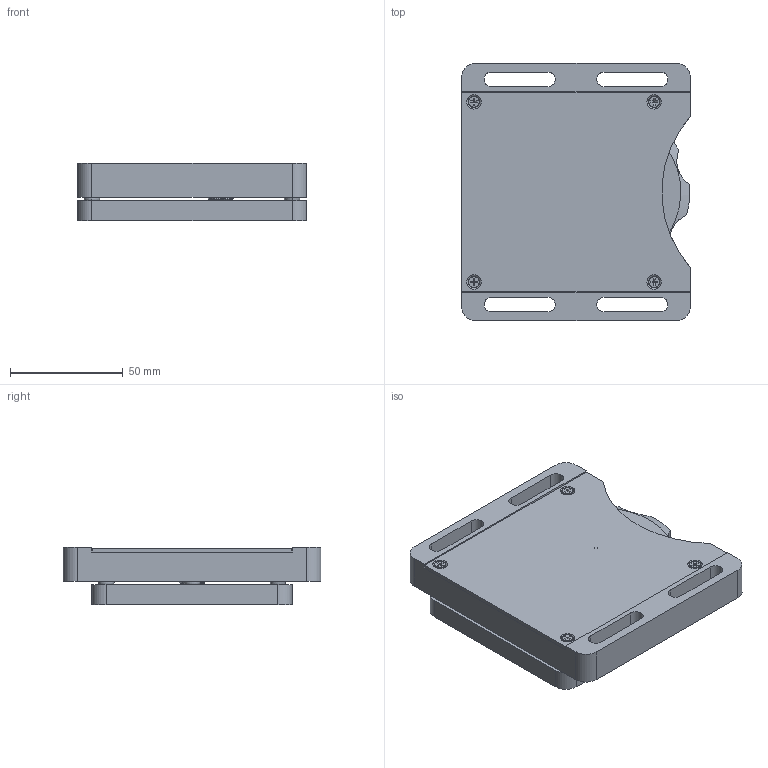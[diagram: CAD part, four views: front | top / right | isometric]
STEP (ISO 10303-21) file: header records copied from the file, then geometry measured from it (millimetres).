
FILE_DESCRIPTION((''),'2;1');
FILE_NAME('COB-K2_ASM','2021-02-24T',('Administrator'),(''),'CREO PARAMETRIC BY PTC INC, 2017300','CREO PARAMETRIC BY PTC INC, 2017300','');
FILE_SCHEMA(('CONFIG_CONTROL_DESIGN'));
Products named in the file (15): BKL-M1_00; COB-K1_A2; COB-K1_A3; COB-K1_A4; COB-K1_A5; SPRING_6_5X20; COB-K1_A6; COB-K1_A7; COB-K1_A8; M3X8_KM; M6X6; BALL_3; COB-K2_A1; BALL_7; COB-K2_ASM
Assembly tree (21 placements, depth 2):
  COB-K2_ASM
    BKL-M1_00
    COB-K1_A2
    COB-K1_A3
    COB-K1_A4
    COB-K1_A5
    SPRING_6_5X20
    COB-K1_A6
    COB-K1_A7
    COB-K1_A8
    M3X8_KM  x4
    M6X6  x3
    BALL_3
    COB-K2_A1
    BALL_7  x3
Bounding box: 101.6 x 114.3 x 25.43 mm (x, y, z)
Volume: 204870.2 mm3; surface area: 90747.1 mm2
Topology: 20 solids, 20 shells, 1028 faces, 2828 edges, 1782 vertices
Faces by surface type: cylinder 324, bspline 270, plane 264, cone 113, extrusion 31, torus 18, sphere 8
Entity records: 69166 total; most frequent: CARTESIAN_POINT 48243, ORIENTED_EDGE 4944, DIRECTION 3195, EDGE_CURVE 2472, VERTEX_POINT 1570, VECTOR 1143, LINE 1112, AXIS2_PLACEMENT_3D 1026
